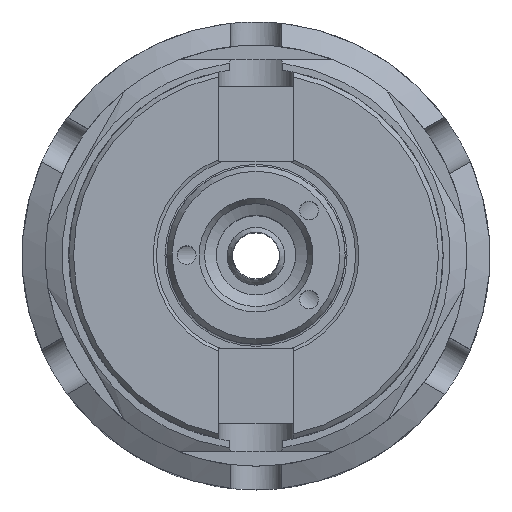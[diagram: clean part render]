
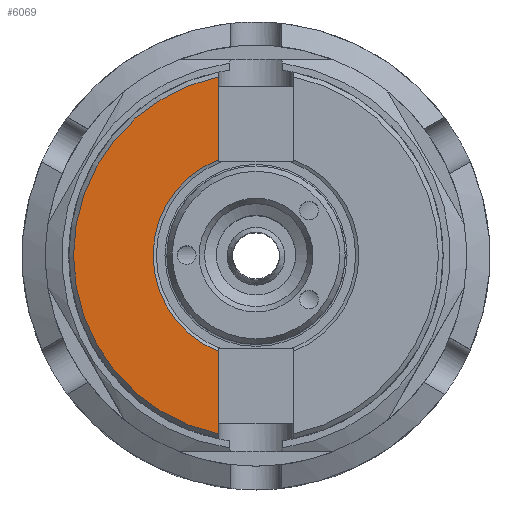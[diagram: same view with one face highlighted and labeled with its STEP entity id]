
A CAD part, top view. The second image highlights one B-rep face of the part: STEP entity #6069.
In plain terms, the highlighted planar face has unit normal (0, 0, 1).
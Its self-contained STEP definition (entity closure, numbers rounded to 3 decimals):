
#214 = AXIS2_PLACEMENT_3D ( 'NONE', #502, #5224, #1178 ) ;
#329 = CARTESIAN_POINT ( 'NONE',  ( -4., -22., 16. ) ) ;
#502 = CARTESIAN_POINT ( 'NONE',  ( 0., 0., 16. ) ) ;
#1103 = CARTESIAN_POINT ( 'NONE',  ( -4., -19.085, 16. ) ) ;
#1178 = DIRECTION ( 'NONE',  ( 0., -1., 0. ) ) ;
#1410 = VECTOR ( 'NONE', #6408, 1000. ) ;
#1917 = FACE_OUTER_BOUND ( 'NONE', #4714, .T. ) ;
#2123 = VERTEX_POINT ( 'NONE', #5326 ) ;
#2357 = DIRECTION ( 'NONE',  ( 0., 0., -1. ) ) ;
#2478 = EDGE_CURVE ( 'NONE', #4414, #5951, #6425, .T. ) ;
#2517 = ORIENTED_EDGE ( 'NONE', *, *, #7041, .T. ) ;
#2558 = CIRCLE ( 'NONE', #8409, 19.5 ) ;
#2597 = ORIENTED_EDGE ( 'NONE', *, *, #4696, .F. ) ;
#2699 = DIRECTION ( 'NONE',  ( 0., 0., 1. ) ) ;
#3283 = VECTOR ( 'NONE', #5729, 1000. ) ;
#3558 = CARTESIAN_POINT ( 'NONE',  ( -4., 10.247, 16. ) ) ;
#3704 = PLANE ( 'NONE',  #5744 ) ;
#4298 = CIRCLE ( 'NONE', #214, 11. ) ;
#4307 = ORIENTED_EDGE ( 'NONE', *, *, #4565, .T. ) ;
#4414 = VERTEX_POINT ( 'NONE', #6945 ) ;
#4565 = EDGE_CURVE ( 'NONE', #6908, #2123, #7003, .T. ) ;
#4696 = EDGE_CURVE ( 'NONE', #5951, #2123, #4298, .T. ) ;
#4714 = EDGE_LOOP ( 'NONE', ( #7796, #2517, #4307, #2597 ) ) ;
#5224 = DIRECTION ( 'NONE',  ( 0., 0., 1. ) ) ;
#5326 = CARTESIAN_POINT ( 'NONE',  ( -4., -10.247, 16. ) ) ;
#5729 = DIRECTION ( 'NONE',  ( 0., -1., 0. ) ) ;
#5744 = AXIS2_PLACEMENT_3D ( 'NONE', #6398, #2357, #7061 ) ;
#5951 = VERTEX_POINT ( 'NONE', #3558 ) ;
#6069 = ADVANCED_FACE ( 'NONE', ( #1917 ), #3704, .F. ) ;
#6398 = CARTESIAN_POINT ( 'NONE',  ( 0., 20., 16. ) ) ;
#6408 = DIRECTION ( 'NONE',  ( 0., 1., 0. ) ) ;
#6425 = LINE ( 'NONE', #8347, #3283 ) ;
#6719 = CARTESIAN_POINT ( 'NONE',  ( 0., 0., 16. ) ) ;
#6908 = VERTEX_POINT ( 'NONE', #1103 ) ;
#6945 = CARTESIAN_POINT ( 'NONE',  ( -4., 19.085, 16. ) ) ;
#7003 = LINE ( 'NONE', #329, #1410 ) ;
#7041 = EDGE_CURVE ( 'NONE', #4414, #6908, #2558, .T. ) ;
#7061 = DIRECTION ( 'NONE',  ( 0., 1., 0. ) ) ;
#7382 = DIRECTION ( 'NONE',  ( 0., 1., 0. ) ) ;
#7796 = ORIENTED_EDGE ( 'NONE', *, *, #2478, .F. ) ;
#8347 = CARTESIAN_POINT ( 'NONE',  ( -4., 22., 16. ) ) ;
#8409 = AXIS2_PLACEMENT_3D ( 'NONE', #6719, #2699, #7382 ) ;
